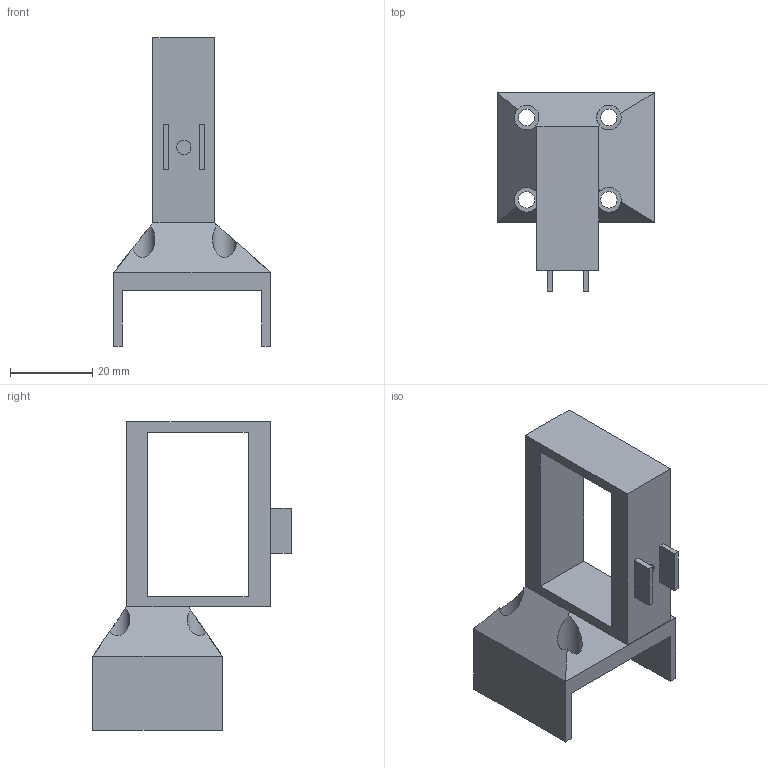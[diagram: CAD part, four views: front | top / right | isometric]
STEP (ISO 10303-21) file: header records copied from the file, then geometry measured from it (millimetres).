
FILE_DESCRIPTION(/* description */ (''),/* implementation_level */ '2;1');
FILE_NAME(/* name */ 'spring_connector.stp',/* time_stamp */ '2024-08-30T14:34:54+09:00',/* author */ ('ojs08'),/* organization */ (''),/* preprocessor_version */ 'ST-DEVELOPER v20',/* originating_system */ 'Autodesk Inventor 2025',/* authorisation */ '');
FILE_SCHEMA (('AUTOMOTIVE_DESIGN { 1 0 10303 214 3 1 1 }'));
Length unit declared in the file: millimetre
Products named in the file (1): spring_connector
Bounding box: 38 x 48.25 x 75 mm (x, y, z)
Volume: 22626.7 mm3; surface area: 11411.7 mm2
Topology: 1 solids, 1 shells, 46 faces, 150 edges, 140 vertices
Faces by surface type: plane 37, cylinder 9
Full cylindrical faces by diameter (mm): 3.5 x1, 4 x4, 6 x4
Entity records: 1639 total; most frequent: CARTESIAN_POINT 305, DIRECTION 258, ORIENTED_EDGE 236, EDGE_CURVE 118, LINE 92, VECTOR 92, AXIS2_PLACEMENT_3D 83, VERTEX_POINT 76
